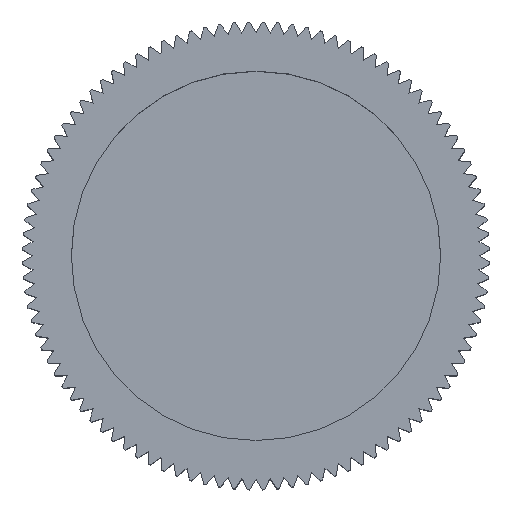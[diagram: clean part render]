
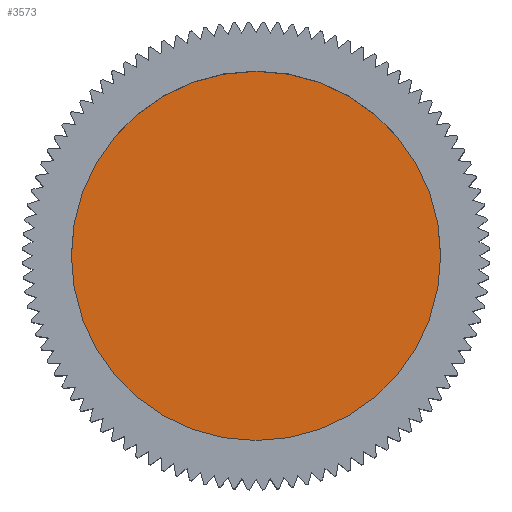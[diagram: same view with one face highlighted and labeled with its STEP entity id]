
A CAD part, top view. The second image highlights one B-rep face of the part: STEP entity #3573.
In plain terms, the highlighted planar face has unit normal (0, 0, 1).
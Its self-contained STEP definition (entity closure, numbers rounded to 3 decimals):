
#3573=ADVANCED_FACE('',(#7500),#7501,.F.);
#3967=EDGE_CURVE('',#4125,#4587,#7924,.T.);
#4125=VERTEX_POINT('',#8095);
#4587=VERTEX_POINT('',#8598);
#4913=EDGE_CURVE('',#4587,#4125,#8950,.T.);
#7500=FACE_OUTER_BOUND('',#13058,.T.);
#7501=PLANE('',#13059);
#7924=CIRCLE('',#13818,7.5);
#8095=CARTESIAN_POINT('',(-7.5,0.,9.0));
#8598=CARTESIAN_POINT('',(7.5,0.0,9.0));
#8950=CIRCLE('',#15726,7.5);
#13058=EDGE_LOOP('',(#19239,#19240));
#13059=AXIS2_PLACEMENT_3D('',#19241,#19242,#19243);
#13818=AXIS2_PLACEMENT_3D('',#19605,#19606,#19607);
#15726=AXIS2_PLACEMENT_3D('',#20538,#20539,#20540);
#19239=ORIENTED_EDGE('',*,*,#4913,.F.);
#19240=ORIENTED_EDGE('',*,*,#3967,.F.);
#19241=CARTESIAN_POINT('',(0.0,0.0,9.0));
#19242=DIRECTION('',(0.0,0.0,-1.0));
#19243=DIRECTION('',(-1.0,0.0,0.0));
#19605=CARTESIAN_POINT('',(0.0,0.0,9.0));
#19606=DIRECTION('',(0.0,0.0,-1.0));
#19607=DIRECTION('',(1.0,0.0,0.0));
#20538=CARTESIAN_POINT('',(0.0,0.0,9.0));
#20539=DIRECTION('',(0.0,0.0,-1.0));
#20540=DIRECTION('',(1.0,0.0,0.0));
